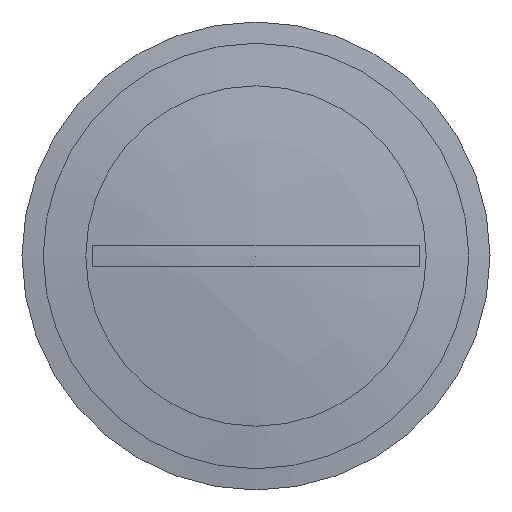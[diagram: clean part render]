
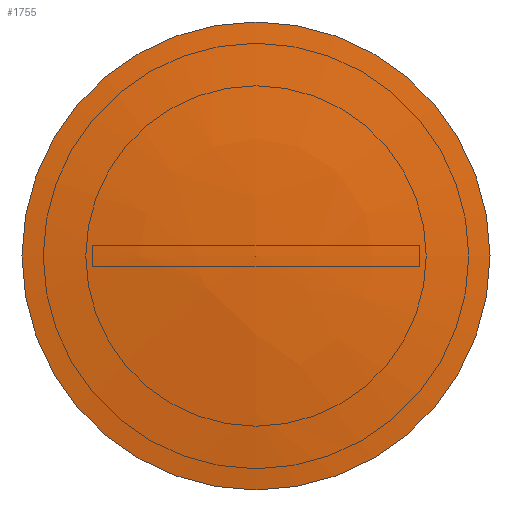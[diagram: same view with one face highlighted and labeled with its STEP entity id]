
A CAD part, left-side view. The second image highlights one B-rep face of the part: STEP entity #1755.
In plain terms, the highlighted free-form (B-spline) face has degree [2, 2] with [3, 9] control points.
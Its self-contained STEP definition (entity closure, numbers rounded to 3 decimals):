
#32=(
BOUNDED_SURFACE()
B_SPLINE_SURFACE(2,2,((#3098,#3099,#3100,#3101,#3102,#3103,#3104,#3105,
#3106),(#3107,#3108,#3109,#3110,#3111,#3112,#3113,#3114,#3115),(#3116,#3117,
#3118,#3119,#3120,#3121,#3122,#3123,#3124)),.UNSPECIFIED.,.F.,.T.,.F.)
B_SPLINE_SURFACE_WITH_KNOTS((3,3),(3,2,2,2,3),(1.397,1.563),
(-3.142,-1.571,0.,1.571,3.142),
 .UNSPECIFIED.)
GEOMETRIC_REPRESENTATION_ITEM()
RATIONAL_B_SPLINE_SURFACE(((1.,0.707,1.,0.707,1.,
0.707,1.,0.707,1.),(0.997,0.705,
0.997,0.705,0.997,0.705,0.997,
0.705,0.997),(1.,0.707,1.,0.707,
1.,0.707,1.,0.707,1.)))
REPRESENTATION_ITEM('')
SURFACE()
);
#244=FACE_OUTER_BOUND('',#364,.T.);
#364=EDGE_LOOP('',(#1386,#1387,#1388,#1389));
#678=CIRCLE('',#2047,16.5);
#679=CIRCLE('',#2048,16.5);
#680=CIRCLE('',#2049,100.);
#852=VERTEX_POINT('',#3093);
#853=VERTEX_POINT('',#3094);
#854=VERTEX_POINT('',#3125);
#1045=EDGE_CURVE('',#852,#853,#678,.T.);
#1047=EDGE_CURVE('',#853,#852,#679,.T.);
#1048=EDGE_CURVE('',#854,#853,#680,.T.);
#1386=ORIENTED_EDGE('',*,*,#1048,.T.);
#1387=ORIENTED_EDGE('',*,*,#1047,.T.);
#1388=ORIENTED_EDGE('',*,*,#1045,.T.);
#1389=ORIENTED_EDGE('',*,*,#1048,.F.);
#1755=ADVANCED_FACE('',(#244),#32,.F.);
#2047=AXIS2_PLACEMENT_3D('',#3095,#2456,#2457);
#2048=AXIS2_PLACEMENT_3D('',#3097,#2459,#2460);
#2049=AXIS2_PLACEMENT_3D('',#3126,#2461,#2462);
#2456=DIRECTION('center_axis',(-1.,0.,0.));
#2457=DIRECTION('ref_axis',(0.,0.,1.));
#2459=DIRECTION('center_axis',(-1.,0.,0.));
#2460=DIRECTION('ref_axis',(0.,0.,1.));
#2461=DIRECTION('center_axis',(0.,-1.,0.));
#2462=DIRECTION('ref_axis',(0.,0.,-1.));
#3093=CARTESIAN_POINT('',(1.5,-16.5,0.));
#3094=CARTESIAN_POINT('',(1.5,0.,-16.5));
#3095=CARTESIAN_POINT('Origin',(1.5,0.,0.));
#3097=CARTESIAN_POINT('Origin',(1.5,0.,0.));
#3098=CARTESIAN_POINT('Ctrl Pts',(1.5,0.,
-16.5));
#3099=CARTESIAN_POINT('Ctrl Pts',(1.5,-16.5,-16.5));
#3100=CARTESIAN_POINT('Ctrl Pts',(1.5,-16.5,0.));
#3101=CARTESIAN_POINT('Ctrl Pts',(1.5,-16.5,16.5));
#3102=CARTESIAN_POINT('Ctrl Pts',(1.5,0.,
16.5));
#3103=CARTESIAN_POINT('Ctrl Pts',(1.5,16.5,16.5));
#3104=CARTESIAN_POINT('Ctrl Pts',(1.5,16.5,0.));
#3105=CARTESIAN_POINT('Ctrl Pts',(1.5,16.5,-16.5));
#3106=CARTESIAN_POINT('Ctrl Pts',(1.5,0.,
-16.5));
#3107=CARTESIAN_POINT('Ctrl Pts',(0.064,0.,
-8.312));
#3108=CARTESIAN_POINT('Ctrl Pts',(0.064,-8.312,
-8.312));
#3109=CARTESIAN_POINT('Ctrl Pts',(0.064,-8.312,0.));
#3110=CARTESIAN_POINT('Ctrl Pts',(0.064,-8.312,
8.312));
#3111=CARTESIAN_POINT('Ctrl Pts',(0.064,0.,
8.312));
#3112=CARTESIAN_POINT('Ctrl Pts',(0.064,8.312,8.312));
#3113=CARTESIAN_POINT('Ctrl Pts',(0.064,8.312,0.));
#3114=CARTESIAN_POINT('Ctrl Pts',(0.064,8.312,-8.312));
#3115=CARTESIAN_POINT('Ctrl Pts',(0.064,0.,
-8.312));
#3116=CARTESIAN_POINT('Ctrl Pts',(0.,0.,
0.));
#3117=CARTESIAN_POINT('Ctrl Pts',(0.,0.,
0.));
#3118=CARTESIAN_POINT('Ctrl Pts',(0.,0.,
0.));
#3119=CARTESIAN_POINT('Ctrl Pts',(0.,0.,
0.));
#3120=CARTESIAN_POINT('Ctrl Pts',(0.,0.,
0.));
#3121=CARTESIAN_POINT('Ctrl Pts',(0.,0.,
0.));
#3122=CARTESIAN_POINT('Ctrl Pts',(0.,0.,
0.));
#3123=CARTESIAN_POINT('Ctrl Pts',(0.,0.,
0.));
#3124=CARTESIAN_POINT('Ctrl Pts',(0.,0.,
0.));
#3125=CARTESIAN_POINT('',(0.,0.,0.));
#3126=CARTESIAN_POINT('Origin',(99.997,0.,0.772));
